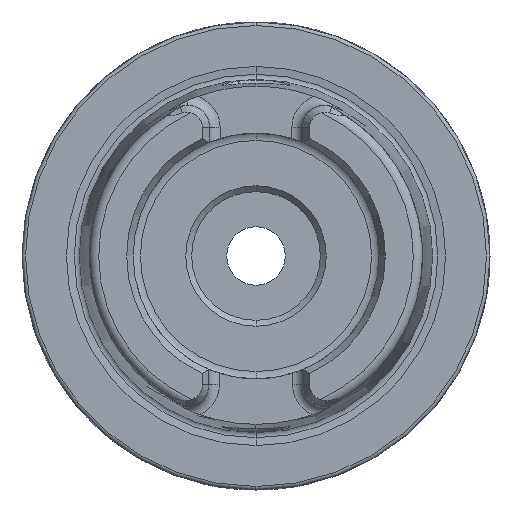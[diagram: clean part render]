
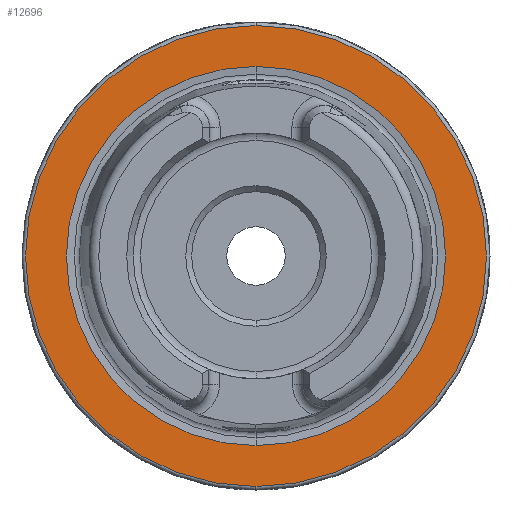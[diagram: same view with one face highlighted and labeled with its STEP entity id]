
A CAD part, left-side view. The second image highlights one B-rep face of the part: STEP entity #12696.
In plain terms, the highlighted planar face has unit normal (-1, 0, 0).
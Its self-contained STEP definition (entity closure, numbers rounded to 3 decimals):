
#778 = VERTEX_POINT ( 'NONE', #7266 ) ;
#847 = DIRECTION ( 'NONE',  ( -1., 0., 0. ) ) ;
#1716 = AXIS2_PLACEMENT_3D ( 'NONE', #3254, #14719, #12179 ) ;
#1889 = AXIS2_PLACEMENT_3D ( 'NONE', #3451, #847, #8515 ) ;
#1975 = AXIS2_PLACEMENT_3D ( 'NONE', #16117, #15949, #11001 ) ;
#2149 = VERTEX_POINT ( 'NONE', #2674 ) ;
#2568 = EDGE_LOOP ( 'NONE', ( #14369, #7328 ) ) ;
#2674 = CARTESIAN_POINT ( 'NONE',  ( 0., 0., -19.7 ) ) ;
#3227 = DIRECTION ( 'NONE',  ( 0., 0., 1. ) ) ;
#3254 = CARTESIAN_POINT ( 'NONE',  ( 0., 0., 0. ) ) ;
#3451 = CARTESIAN_POINT ( 'NONE',  ( 0., 0., 0. ) ) ;
#3612 = AXIS2_PLACEMENT_3D ( 'NONE', #9518, #15910, #3227 ) ;
#4810 = DIRECTION ( 'NONE',  ( 0., 0., -1. ) ) ;
#4915 = CIRCLE ( 'NONE', #3612, 19.7 ) ;
#4998 = EDGE_CURVE ( 'NONE', #15835, #778, #5705, .T. ) ;
#5705 = CIRCLE ( 'NONE', #1889, 16.207 ) ;
#5901 = DIRECTION ( 'NONE',  ( 1., 0., 0. ) ) ;
#5999 = CARTESIAN_POINT ( 'NONE',  ( 0., 0., 19.7 ) ) ;
#6304 = EDGE_LOOP ( 'NONE', ( #8705, #15464 ) ) ;
#7156 = PLANE ( 'NONE',  #15167 ) ;
#7266 = CARTESIAN_POINT ( 'NONE',  ( 0., 0., -16.207 ) ) ;
#7328 = ORIENTED_EDGE ( 'NONE', *, *, #7591, .F. ) ;
#7591 = EDGE_CURVE ( 'NONE', #778, #15835, #11750, .T. ) ;
#8052 = VERTEX_POINT ( 'NONE', #5999 ) ;
#8515 = DIRECTION ( 'NONE',  ( 0., 0., 1. ) ) ;
#8705 = ORIENTED_EDGE ( 'NONE', *, *, #9865, .T. ) ;
#9449 = EDGE_CURVE ( 'NONE', #2149, #8052, #4915, .T. ) ;
#9518 = CARTESIAN_POINT ( 'NONE',  ( 0., 0., 0. ) ) ;
#9865 = EDGE_CURVE ( 'NONE', #8052, #2149, #12072, .T. ) ;
#9882 = FACE_OUTER_BOUND ( 'NONE', #6304, .T. ) ;
#10274 = FACE_BOUND ( 'NONE', #2568, .T. ) ;
#10610 = CARTESIAN_POINT ( 'NONE',  ( 0., 0., 16.207 ) ) ;
#11001 = DIRECTION ( 'NONE',  ( 0., 0., 1. ) ) ;
#11750 = CIRCLE ( 'NONE', #1716, 16.207 ) ;
#12072 = CIRCLE ( 'NONE', #1975, 19.7 ) ;
#12179 = DIRECTION ( 'NONE',  ( 0., 0., 1. ) ) ;
#12696 = ADVANCED_FACE ( 'NONE', ( #10274, #9882 ), #7156, .F. ) ;
#14369 = ORIENTED_EDGE ( 'NONE', *, *, #4998, .F. ) ;
#14719 = DIRECTION ( 'NONE',  ( -1., 0., 0. ) ) ;
#15167 = AXIS2_PLACEMENT_3D ( 'NONE', #16097, #5901, #4810 ) ;
#15464 = ORIENTED_EDGE ( 'NONE', *, *, #9449, .T. ) ;
#15835 = VERTEX_POINT ( 'NONE', #10610 ) ;
#15910 = DIRECTION ( 'NONE',  ( -1., 0., 0. ) ) ;
#15949 = DIRECTION ( 'NONE',  ( -1., 0., 0. ) ) ;
#16097 = CARTESIAN_POINT ( 'NONE',  ( 0., 19.7, 0. ) ) ;
#16117 = CARTESIAN_POINT ( 'NONE',  ( 0., 0., 0. ) ) ;
